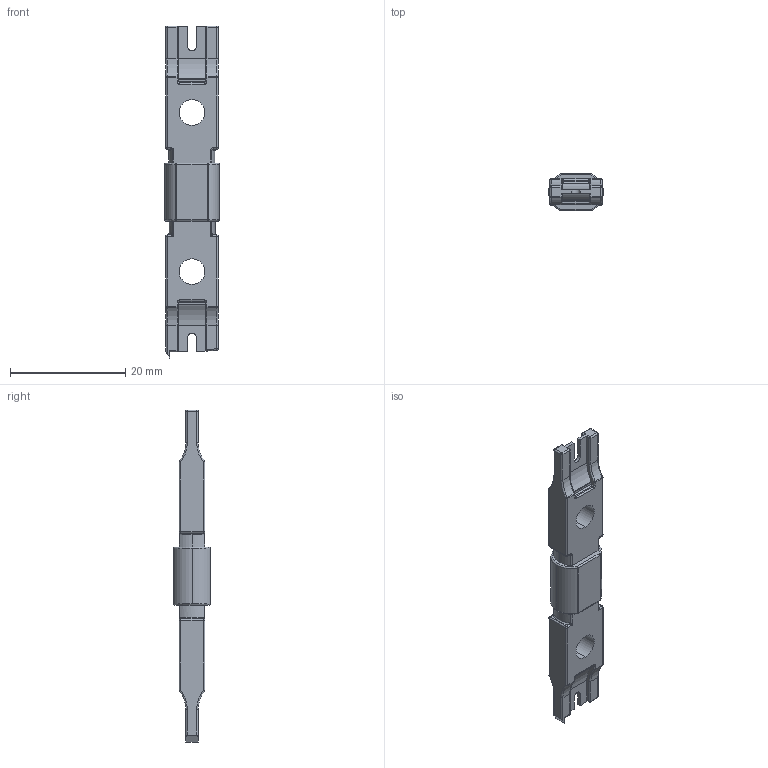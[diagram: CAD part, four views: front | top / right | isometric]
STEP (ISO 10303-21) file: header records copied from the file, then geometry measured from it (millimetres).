
FILE_DESCRIPTION (( 'STEP AP203' ), '1' );
FILE_NAME ('H351B110.STEP', '2011-08-19T12:44:03', ( 'x' ), ( 'Microsoft' ), 'SwSTEP 2.0', 'SolidWorks 2010', '' );
FILE_SCHEMA (( 'CONFIG_CONTROL_DESIGN' ));
Length unit declared in the file: inch
Products named in the file (1): H351B110
Bounding box: 9.53 x 6.48 x 57.63 mm (x, y, z)
Volume: 1799.7 mm3; surface area: 1615.4 mm2
Topology: 1 solids, 1 shells, 335 faces, 819 edges, 446 vertices
Faces by surface type: cylinder 141, plane 80, sphere 46, torus 36, bspline 32
Entity records: 11392 total; most frequent: CARTESIAN_POINT 3805, DIRECTION 1633, ORIENTED_EDGE 1538, EDGE_CURVE 769, AXIS2_PLACEMENT_3D 634, VERTEX_POINT 446, VECTOR 365, LINE 365
